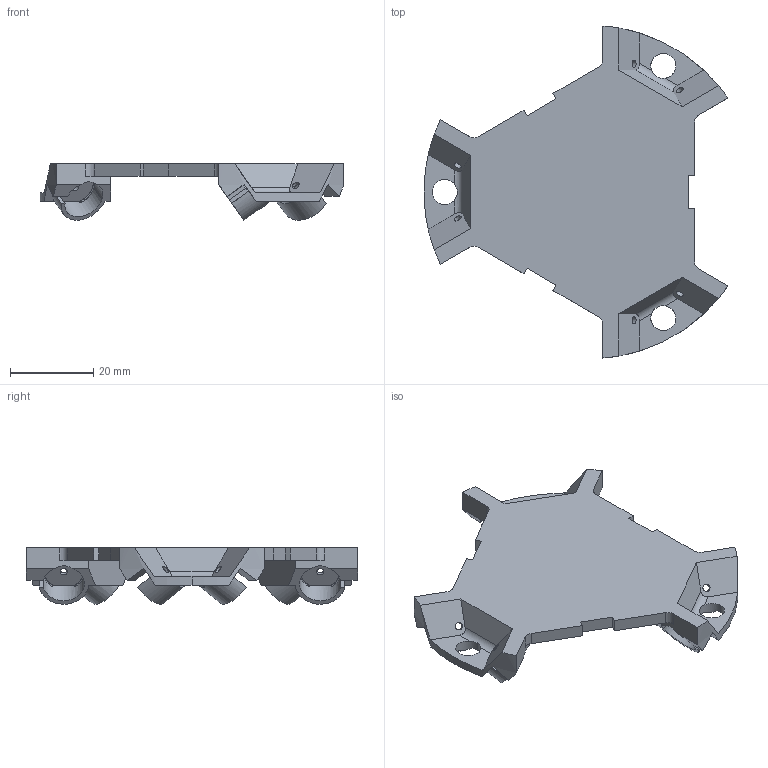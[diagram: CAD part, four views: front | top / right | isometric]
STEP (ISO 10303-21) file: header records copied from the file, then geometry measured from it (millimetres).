
FILE_DESCRIPTION (( 'STEP AP203' ), '1' );
FILE_NAME ('Upper_Stewart_Platform_V8.CATPart_Default_sldprt.STEP', '2019-12-11T12:53:16', ( '' ), ( '' ), 'SwSTEP 2.0', 'SolidWorks 2018', '' );
FILE_SCHEMA (( 'CONFIG_CONTROL_DESIGN' ));
Length unit declared in the file: millimetre
Products named in the file (1): Upper_Stewart_Platform_V8.CATPart_Default_sldprt
Bounding box: 73.05 x 79.78 x 13.56 mm (x, y, z)
Volume: 12105.9 mm3; surface area: 10130.5 mm2
Topology: 1 solids, 1 shells, 168 faces, 509 edges, 337 vertices
Faces by surface type: plane 98, cylinder 52, bspline 18
Entity records: 8291 total; most frequent: CARTESIAN_POINT 3863, ORIENTED_EDGE 1018, DIRECTION 789, EDGE_CURVE 509, VERTEX_POINT 337, AXIS2_PLACEMENT_3D 285, VECTOR 219, LINE 219
